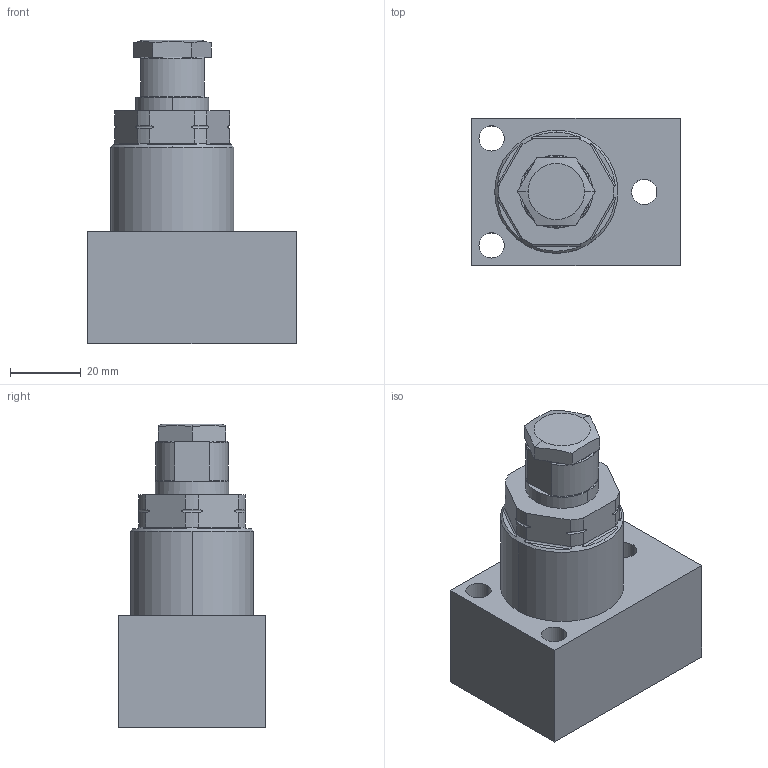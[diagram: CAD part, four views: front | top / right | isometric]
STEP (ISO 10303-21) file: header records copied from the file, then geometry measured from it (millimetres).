
FILE_DESCRIPTION((''),'2;1');
FILE_NAME('ILCM41007003','2012-10-19T',('jdw'),(''),'PRO/ENGINEER BY PARAMETRIC TECHNOLOGY CORPORATION, 2007460','PRO/ENGINEER BY PARAMETRIC TECHNOLOGY CORPORATION, 2007460','');
FILE_SCHEMA(('AUTOMOTIVE_DESIGN_CC2 { 1 2 10303 214 -1 1 5 2 }'));
Length unit declared in the file: millimetre
Products named in the file (1): ILCM41007003
Bounding box: 58.73 x 41.53 x 85.78 mm (x, y, z)
Volume: 108022.7 mm3; surface area: 19461.5 mm2
Topology: 1 solids, 2 shells, 109 faces, 261 edges, 160 vertices
Faces by surface type: plane 48, cylinder 41, torus 14, cone 6
Entity records: 3792 total; most frequent: CARTESIAN_POINT 1090, DIRECTION 546, ORIENTED_EDGE 522, EDGE_CURVE 261, AXIS2_PLACEMENT_3D 214, VERTEX_POINT 160, EDGE_LOOP 121, VECTOR 118
